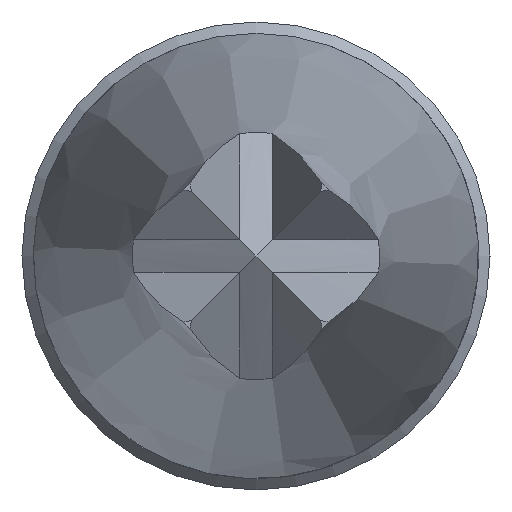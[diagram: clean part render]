
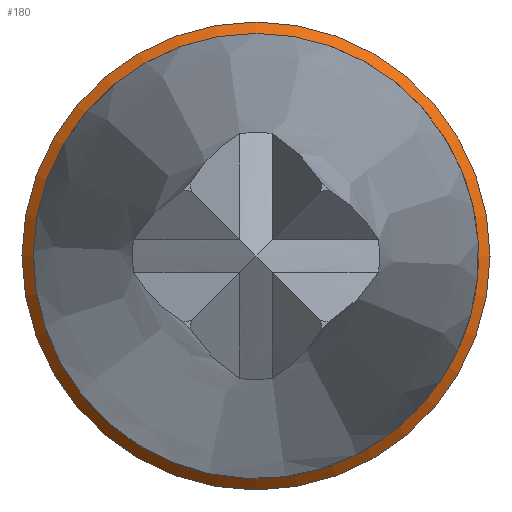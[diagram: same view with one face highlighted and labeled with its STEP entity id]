
A CAD part, left-side view. The second image highlights one B-rep face of the part: STEP entity #180.
In plain terms, the highlighted conical face has half-angle 45 degrees and reference radius 0.349 mm.
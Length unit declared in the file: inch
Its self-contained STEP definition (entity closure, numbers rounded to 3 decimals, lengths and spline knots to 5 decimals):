
#107 = CARTESIAN_POINT ( 'NONE',  ( -0.722, 0., 0.01445 ) ) ;
#158 = AXIS2_PLACEMENT_3D ( 'NONE', #1952, #759, #2000 ) ;
#171 = CARTESIAN_POINT ( 'NONE',  ( -0.7227, 0., 0.01375 ) ) ;
#180 = ADVANCED_FACE ( 'NONE', ( #2357, #1241 ), #1251, .T. ) ;
#557 = VERTEX_POINT ( 'NONE', #171 ) ;
#634 = EDGE_LOOP ( 'NONE', ( #1081 ) ) ;
#680 = CARTESIAN_POINT ( 'NONE',  ( -0.7227, 0., 0. ) ) ;
#759 = DIRECTION ( 'NONE',  ( -1., 0., 0. ) ) ;
#783 = EDGE_CURVE ( 'NONE', #557, #557, #818, .T. ) ;
#818 = CIRCLE ( 'NONE', #158, 0.01375 ) ;
#1081 = ORIENTED_EDGE ( 'NONE', *, *, #783, .F. ) ;
#1087 = DIRECTION ( 'NONE',  ( -1., 0., 0. ) ) ;
#1146 = DIRECTION ( 'NONE',  ( 0., 0., -1. ) ) ;
#1235 = CARTESIAN_POINT ( 'NONE',  ( -0.722, 0., 0. ) ) ;
#1241 = FACE_BOUND ( 'NONE', #634, .T. ) ;
#1251 = CONICAL_SURFACE ( 'NONE', #2251, 0.01375, 0.785 ) ;
#1280 = DIRECTION ( 'NONE',  ( 0., 0., 1. ) ) ;
#1352 = VERTEX_POINT ( 'NONE', #107 ) ;
#1558 = CIRCLE ( 'NONE', #1984, 0.01445 ) ;
#1770 = EDGE_CURVE ( 'NONE', #1352, #1352, #1558, .T. ) ;
#1952 = CARTESIAN_POINT ( 'NONE',  ( -0.7227, 0., 0. ) ) ;
#1984 = AXIS2_PLACEMENT_3D ( 'NONE', #1235, #1087, #1280 ) ;
#2000 = DIRECTION ( 'NONE',  ( 0., 0., 1. ) ) ;
#2148 = DIRECTION ( 'NONE',  ( 1., 0., 0. ) ) ;
#2251 = AXIS2_PLACEMENT_3D ( 'NONE', #680, #2148, #1146 ) ;
#2311 = EDGE_LOOP ( 'NONE', ( #2390 ) ) ;
#2357 = FACE_OUTER_BOUND ( 'NONE', #2311, .T. ) ;
#2390 = ORIENTED_EDGE ( 'NONE', *, *, #1770, .T. ) ;
